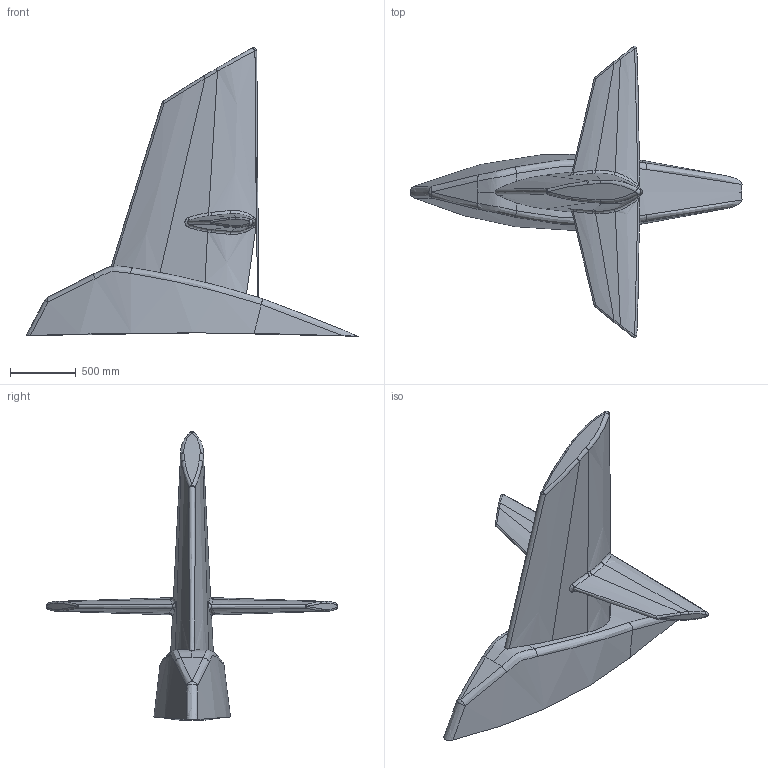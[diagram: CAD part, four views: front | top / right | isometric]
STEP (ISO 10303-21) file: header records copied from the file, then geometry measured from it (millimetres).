
FILE_DESCRIPTION(/* description */ (''),/* implementation_level */ '2;1');
FILE_NAME(/* name */ 'alberotto.stp',/* time_stamp */ '2021-12-14T16:28:37+01:00',/* author */ (''),/* organization */ (''),/* preprocessor_version */ 'ST-DEVELOPER v16',/* originating_system */ 'SIEMENS PLM Software NX 11.0',/* authorisation */ '');
FILE_SCHEMA (('AUTOMOTIVE_DESIGN { 1 0 10303 214 3 1 1 1 }'));
Length unit declared in the file: millimetre
Products named in the file (1): rc323C57156ykd
Bounding box: 2534.23 x 2227.36 x 2202.72 mm (x, y, z)
Volume: 656950544.4 mm3; surface area: 7926940.9 mm2
Topology: 1 solids, 1 shells, 91 faces, 218 edges, 124 vertices
Faces by surface type: bspline 83, sphere 5, extrusion 2, cylinder 1
Entity records: 6287 total; most frequent: CARTESIAN_POINT 4879, ORIENTED_EDGE 426, EDGE_CURVE 213, B_SPLINE_CURVE_WITH_KNOTS 183, VERTEX_POINT 124, ADVANCED_FACE 91, FACE_OUTER_BOUND 91, EDGE_LOOP 91
